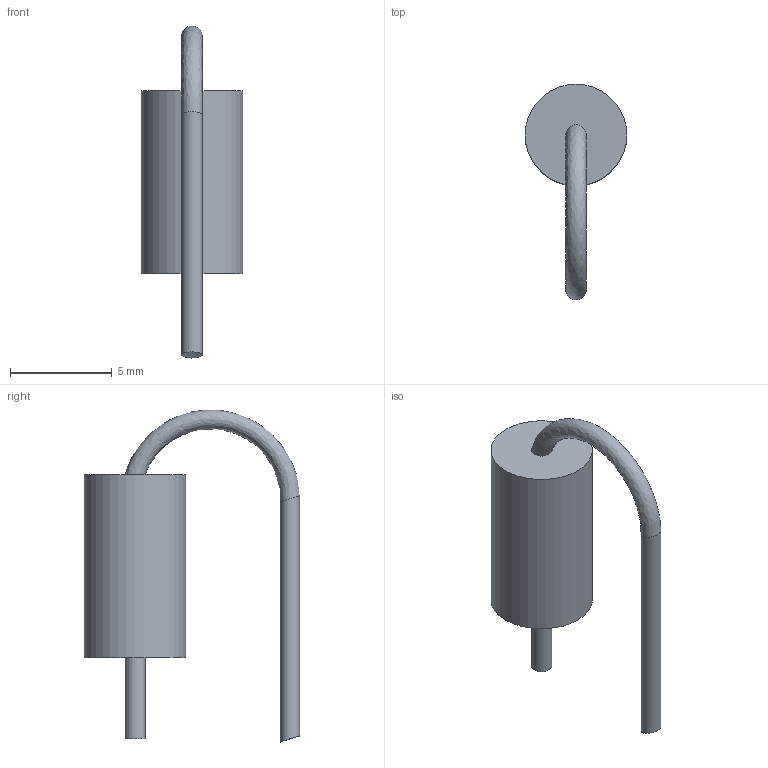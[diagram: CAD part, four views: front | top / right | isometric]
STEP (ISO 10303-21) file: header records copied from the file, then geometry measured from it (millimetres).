
FILE_DESCRIPTION(('FreeCAD Model'),'2;1');
FILE_NAME('1N5406.stp', '2017-09-20T18:54:37',('Author'),(''), 'Open CASCADE STEP processor 6.8','FreeCAD','Unknown');
FILE_SCHEMA(('AUTOMOTIVE_DESIGN_CC2 { 1 2 10303 214 -1 1 5 4 }'));
Length unit declared in the file: millimetre
Products named in the file (4): ASSEMBLY; Pad; Pad001; Sweep
Assembly tree (3 placements, depth 2):
  ASSEMBLY
    Pad
    Pad001
    Sweep
Bounding box: 5 x 10.6 x 16.34 mm (x, y, z)
Volume: 197 mm3; surface area: 266.5 mm2
Topology: 3 solids, 3 shells, 10 faces, 11 edges, 7 vertices
Faces by surface type: plane 6, cylinder 2, revolution 1, extrusion 1
Full cylindrical faces by diameter (mm): 1 x1, 5 x1
Entity records: 446 total; most frequent: CARTESIAN_POINT 82, DIRECTION 64, AXIS2_PLACEMENT_3D 22, ORIENTED_EDGE 22, PCURVE 22, DEFINITIONAL_REPRESENTATION 22, VECTOR 17, LINE 16
